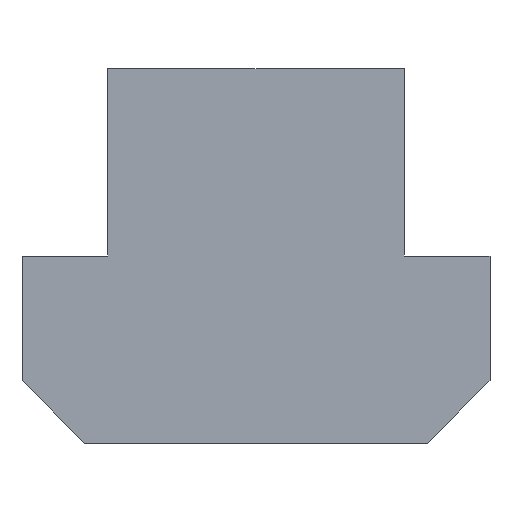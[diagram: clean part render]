
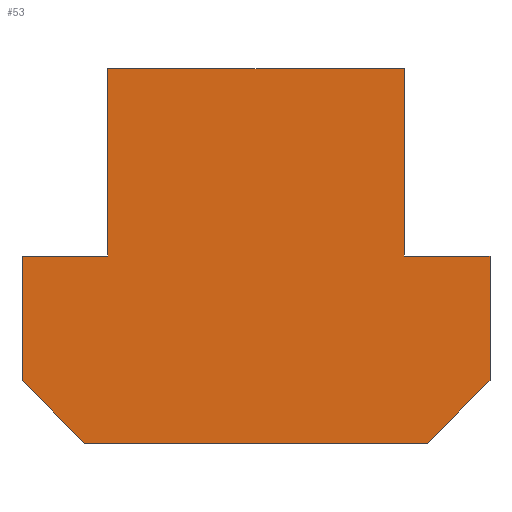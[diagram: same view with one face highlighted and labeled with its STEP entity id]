
A CAD part, front view. The second image highlights one B-rep face of the part: STEP entity #53.
In plain terms, the highlighted planar face has unit normal (0, -1, 0).
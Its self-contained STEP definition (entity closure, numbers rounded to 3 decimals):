
#53=ADVANCED_FACE('',(#73),#74,.F.);
#73=FACE_OUTER_BOUND('',#97,.T.);
#74=PLANE('',#98);
#97=EDGE_LOOP('',(#156,#157,#158,#159,#160,#161,#162,#163,#164,#165));
#98=AXIS2_PLACEMENT_3D('',#166,#167,#168);
#156=ORIENTED_EDGE('',*,*,#225,.F.);
#157=ORIENTED_EDGE('',*,*,#226,.F.);
#158=ORIENTED_EDGE('',*,*,#210,.F.);
#159=ORIENTED_EDGE('',*,*,#213,.F.);
#160=ORIENTED_EDGE('',*,*,#216,.F.);
#161=ORIENTED_EDGE('',*,*,#219,.F.);
#162=ORIENTED_EDGE('',*,*,#222,.F.);
#163=ORIENTED_EDGE('',*,*,#224,.F.);
#164=ORIENTED_EDGE('',*,*,#204,.F.);
#165=ORIENTED_EDGE('',*,*,#227,.F.);
#166=CARTESIAN_POINT('',(0.,-37.5,15.0));
#167=DIRECTION('',(0.0,1.0,0.0));
#168=DIRECTION('',(0.0,0.0,1.0));
#204=EDGE_CURVE('',#233,#236,#237,.T.);
#210=EDGE_CURVE('',#246,#242,#248,.T.);
#213=EDGE_CURVE('',#251,#246,#253,.T.);
#216=EDGE_CURVE('',#256,#251,#258,.T.);
#219=EDGE_CURVE('',#261,#256,#263,.T.);
#222=EDGE_CURVE('',#266,#261,#268,.T.);
#224=EDGE_CURVE('',#236,#266,#270,.T.);
#225=EDGE_CURVE('',#271,#272,#273,.T.);
#226=EDGE_CURVE('',#242,#271,#274,.T.);
#227=EDGE_CURVE('',#272,#233,#275,.T.);
#233=VERTEX_POINT('',#283);
#236=VERTEX_POINT('',#287);
#237=LINE('',#288,#289);
#242=VERTEX_POINT('',#296);
#246=VERTEX_POINT('',#302);
#248=LINE('',#305,#306);
#251=VERTEX_POINT('',#310);
#253=LINE('',#313,#314);
#256=VERTEX_POINT('',#318);
#258=LINE('',#321,#322);
#261=VERTEX_POINT('',#326);
#263=LINE('',#329,#330);
#266=VERTEX_POINT('',#334);
#268=LINE('',#337,#338);
#270=LINE('',#341,#342);
#271=VERTEX_POINT('',#343);
#272=VERTEX_POINT('',#344);
#273=LINE('',#345,#346);
#274=LINE('',#347,#348);
#275=LINE('',#349,#350);
#283=CARTESIAN_POINT('',(23.75,-37.5,0.0));
#287=CARTESIAN_POINT('',(37.5,-37.5,0.0));
#288=CARTESIAN_POINT('',(23.75,-37.5,0.0));
#289=VECTOR('',#364,10.0);
#296=CARTESIAN_POINT('',(-23.75,-37.5,0.0));
#302=CARTESIAN_POINT('',(-37.5,-37.5,0.0));
#305=CARTESIAN_POINT('',(23.75,-37.5,0.0));
#306=VECTOR('',#370,10.0);
#310=CARTESIAN_POINT('',(-37.5,-37.5,-20.0));
#313=CARTESIAN_POINT('',(-37.5,-37.5,-20.0));
#314=VECTOR('',#373,10.0);
#318=CARTESIAN_POINT('',(-27.5,-37.5,-30.0));
#321=CARTESIAN_POINT('',(-27.5,-37.5,-30.0));
#322=VECTOR('',#376,10.0);
#326=CARTESIAN_POINT('',(27.5,-37.5,-30.0));
#329=CARTESIAN_POINT('',(27.5,-37.5,-30.0));
#330=VECTOR('',#379,10.0);
#334=CARTESIAN_POINT('',(37.5,-37.5,-20.0));
#337=CARTESIAN_POINT('',(37.5,-37.5,-20.0));
#338=VECTOR('',#382,10.0);
#341=CARTESIAN_POINT('',(37.5,-37.5,0.0));
#342=VECTOR('',#384,10.0);
#343=CARTESIAN_POINT('',(-23.75,-37.5,30.0));
#344=CARTESIAN_POINT('',(23.75,-37.5,30.0));
#345=CARTESIAN_POINT('',(-23.75,-37.5,30.0));
#346=VECTOR('',#385,10.0);
#347=CARTESIAN_POINT('',(-23.75,-37.5,0.0));
#348=VECTOR('',#386,10.0);
#349=CARTESIAN_POINT('',(23.75,-37.5,30.0));
#350=VECTOR('',#387,10.0);
#364=DIRECTION('',(1.0,0.0,0.0));
#370=DIRECTION('',(1.0,0.0,0.0));
#373=DIRECTION('',(0.,0.0,1.0));
#376=DIRECTION('',(-0.707,0.0,0.707));
#379=DIRECTION('',(-1.0,0.0,0.));
#382=DIRECTION('',(-0.707,0.0,-0.707));
#384=DIRECTION('',(-0.0,-0.0,-1.0));
#385=DIRECTION('',(1.0,0.0,0.));
#386=DIRECTION('',(0.0,0.0,1.0));
#387=DIRECTION('',(0.0,0.0,-1.0));
